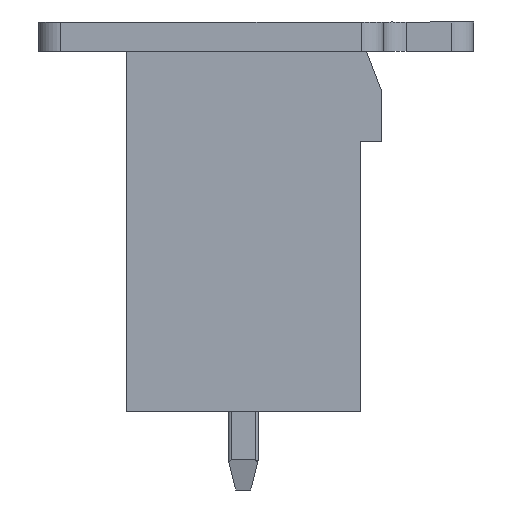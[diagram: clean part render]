
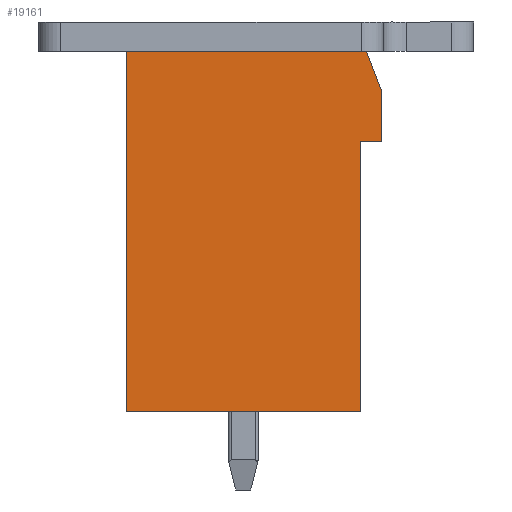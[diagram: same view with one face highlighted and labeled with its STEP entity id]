
A CAD part, left-side view. The second image highlights one B-rep face of the part: STEP entity #19161.
In plain terms, the highlighted planar face has unit normal (-1, 0, 0).
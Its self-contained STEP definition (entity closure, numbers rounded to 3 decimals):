
#587=LINE('',#26205,#2719);
#595=LINE('',#26221,#2727);
#605=LINE('',#26244,#2737);
#1324=LINE('',#27908,#3456);
#1342=LINE('',#27929,#3474);
#1343=LINE('',#27931,#3475);
#1346=LINE('',#27937,#3478);
#2719=VECTOR('',#21057,1000.);
#2727=VECTOR('',#21069,1000.);
#2737=VECTOR('',#21083,1000.);
#3456=VECTOR('',#22196,1000.);
#3474=VECTOR('',#22216,1000.);
#3475=VECTOR('',#22219,1000.);
#3478=VECTOR('',#22224,1000.);
#8730=ORIENTED_EDGE('',*,*,#10359,.T.);
#8731=ORIENTED_EDGE('',*,*,#10351,.T.);
#8732=ORIENTED_EDGE('',*,*,#11186,.T.);
#8733=ORIENTED_EDGE('',*,*,#10370,.T.);
#8734=ORIENTED_EDGE('',*,*,#11208,.T.);
#8735=ORIENTED_EDGE('',*,*,#11205,.T.);
#8736=ORIENTED_EDGE('',*,*,#11204,.T.);
#10351=EDGE_CURVE('',#13095,#13094,#587,.T.);
#10359=EDGE_CURVE('',#13100,#13095,#595,.T.);
#10370=EDGE_CURVE('',#13112,#13111,#605,.T.);
#11186=EDGE_CURVE('',#13094,#13112,#1324,.T.);
#11204=EDGE_CURVE('',#13773,#13100,#1342,.T.);
#11205=EDGE_CURVE('',#13774,#13773,#1343,.T.);
#11208=EDGE_CURVE('',#13111,#13774,#1346,.T.);
#13094=VERTEX_POINT('',#26204);
#13095=VERTEX_POINT('',#26206);
#13100=VERTEX_POINT('',#26219);
#13111=VERTEX_POINT('',#26243);
#13112=VERTEX_POINT('',#26245);
#13773=VERTEX_POINT('',#27913);
#13774=VERTEX_POINT('',#27932);
#16105=EDGE_LOOP('',(#8730,#8731,#8732,#8733,#8734,#8735,#8736));
#17283=FACE_BOUND('',#16105,.T.);
#18187=PLANE('',#20523);
#19161=ADVANCED_FACE('',(#17283),#18187,.T.);
#20523=AXIS2_PLACEMENT_3D('',#30495,#24641,#24642);
#21057=DIRECTION('',(0.,1.,0.));
#21069=DIRECTION('',(0.,0.359,0.933));
#21083=DIRECTION('',(0.,-1.,0.));
#22196=DIRECTION('',(0.,0.,-1.));
#22216=DIRECTION('',(0.,0.,1.));
#22219=DIRECTION('',(0.,-1.,0.));
#22224=DIRECTION('',(0.,0.,1.));
#24641=DIRECTION('',(-1.,0.,0.));
#24642=DIRECTION('',(0.,0.,1.));
#26204=CARTESIAN_POINT('',(-35.,8.5,6.));
#26205=CARTESIAN_POINT('',(-35.,0.5,6.));
#26206=CARTESIAN_POINT('',(-35.,0.5,6.));
#26219=CARTESIAN_POINT('',(-35.,0.,4.7));
#26221=CARTESIAN_POINT('',(-35.,0.,4.7));
#26243=CARTESIAN_POINT('',(-35.,0.7,-6.));
#26244=CARTESIAN_POINT('',(-35.,8.5,-6.));
#26245=CARTESIAN_POINT('',(-35.,8.5,-6.));
#27908=CARTESIAN_POINT('',(-35.,8.5,6.));
#27913=CARTESIAN_POINT('',(-35.,0.,3.));
#27929=CARTESIAN_POINT('',(-35.,0.,3.));
#27931=CARTESIAN_POINT('',(-35.,0.7,3.));
#27932=CARTESIAN_POINT('',(-35.,0.7,3.));
#27937=CARTESIAN_POINT('',(-35.,0.7,-6.));
#30495=CARTESIAN_POINT('',(-35.,0.,0.));
